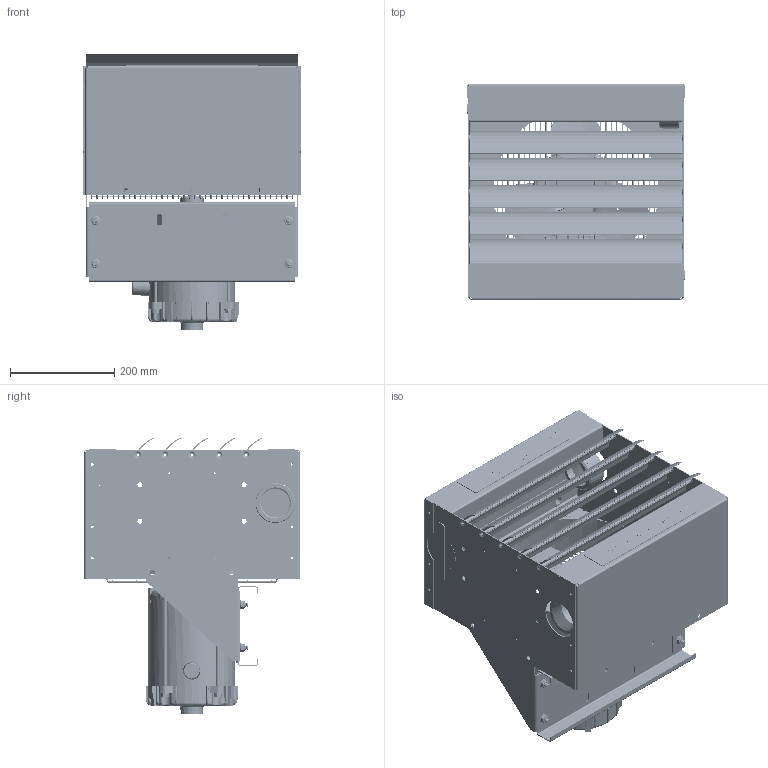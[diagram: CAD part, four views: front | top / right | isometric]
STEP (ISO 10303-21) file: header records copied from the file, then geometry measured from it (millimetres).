
FILE_DESCRIPTION (( 'STEP AP214' ), '1' );
FILE_NAME ('SRH1-12 GA.STEP', '2012-02-15T16:11:16', ( 'Clint' ), ( '' ), 'SwSTEP 2.0', 'SolidWorks 2012', '' );
FILE_SCHEMA (( 'AUTOMOTIVE_DESIGN' ));
Length unit declared in the file: inch
Products named in the file (33): HH-XX-FB_12"; fan blade_12; Fan Blade Hub; HUH-L1; HH-L8-A; HH-L7-A; HUH1-XX-20-003_HUH1-12; Marathon 3PH 480V 0.25HP_Marathon .25HP; HUH-plug; HUH1-002; HUH1-001; HUH1-XX-10_HUH1-12-10; HUH1-12-10-006; HUH1-XX-20_HUH-12-20; HUH1-XX-40_HUH1-12-40; HUH1-12-20-006; HUH1-12-20-005 ; Hex Bolt 5_16-18 x 0.75; Hex Nut 5_16 Flange_B18.2.2.4M - Hex flange nut, M8 x 1.25 --S; AEU1-XX-20-007_AEU-12; HUH1-XX-22_HUH1-12"; HUH-12-25_HUH1-12; .25  X .625Lg Selftaping Sheet Steel Screw_IN-HWMS 0.25-20x0.5x0.5-N; HUH1-XX-20-008_HUH1-12; HUH1-XX-22-001_HUH1-12; HUH1-XX-22-002_HUH1-12; HUH1-XX-20-001_HUH-12-20-001; HUH1-XX-20-002_HUH-12-20-002; HUH1-XX-21_12; HHPP-20_HNUT 0.6250-11-D-N; HUH1-XX-21-002_12; HUH1-XX-21-001_HUH-12; SRH1-12 GA
Assembly tree (58 placements, depth 5):
  SRH1-12 GA
    HUH1-XX-20_HUH-12-20
      HUH1-XX-21_12
        HUH1-XX-21-001_HUH-12
        HUH1-XX-21-002_12
        HHPP-20_HNUT 0.6250-11-D-N  x2
      HUH1-XX-20-002_HUH-12-20-002  x2
      HUH1-XX-20-001_HUH-12-20-001
      HUH1-XX-22_HUH1-12"
        HUH-12-25_HUH1-12
          HUH1-XX-22-002_HUH1-12
          HUH1-XX-22-001_HUH1-12
          HUH1-XX-20-008_HUH1-12  x2
          .25  X .625Lg Selftaping Sheet Steel Screw_IN-HWMS 0.25-20x0.5x0.5-N  x8
      HUH1-XX-40_HUH1-12-40
        AEU1-XX-20-007_AEU-12
        Hex Nut 5_16 Flange_B18.2.2.4M - Hex flange nut, M8 x 1.25 --S  x4
        Hex Bolt 5_16-18 x 0.75  x4
        HUH1-12-20-005 
        HUH1-12-20-006
    HUH1-XX-10_HUH1-12-10
      HUH1-12-10-006  x2
    HUH-plug  x2
      HUH1-001
      HUH1-002
    Marathon 3PH 480V 0.25HP_Marathon .25HP
    HUH1-XX-20-003_HUH1-12  x5
    HH-L7-A
    HH-L8-A
    HUH-L1
    HH-XX-FB_12"
      Fan Blade Hub  x3
      fan blade_12  x3
Bounding box: 417.84 x 413.98 x 530.72 mm (x, y, z)
Volume: 7541107.1 mm3; surface area: 2808837.8 mm2
Topology: 53 solids, 53 shells, 3574 faces, 8666 edges, 5435 vertices
Faces by surface type: plane 1216, cylinder 958, bspline 602, cone 517, torus 269, sphere 12
Full cylindrical faces by diameter (mm): 2.642 x18, 2.692 x196, 3.5 x4, 3.505 x8, 4.166 x6, 4.762 x6, 4.763 x6, 5.156 x16, 5.16 x12, 5.588 x8, 6.35 x88, 6.8 x28, 7.783 x6, 7.937 x52, 8 x10, 8.001 x6, 8.026 x8, 8.334 x8, 9.525 x28, 13.208 x8, 13.492 x2, 15.875 x7, 16.713 x1, 17.462 x2, 17.463 x2, 26.645 x1, 33.401 x1, 44.45 x1, 55.321 x2, 75.006 x2
Entity records: 108143 total; most frequent: CARTESIAN_POINT 45944, ORIENTED_EDGE 10924, DIRECTION 8973, EDGE_CURVE 5462, VERTEX_POINT 3755, EDGE_LOOP 3507, AXIS2_PLACEMENT_3D 3283, FACE_OUTER_BOUND 2788
